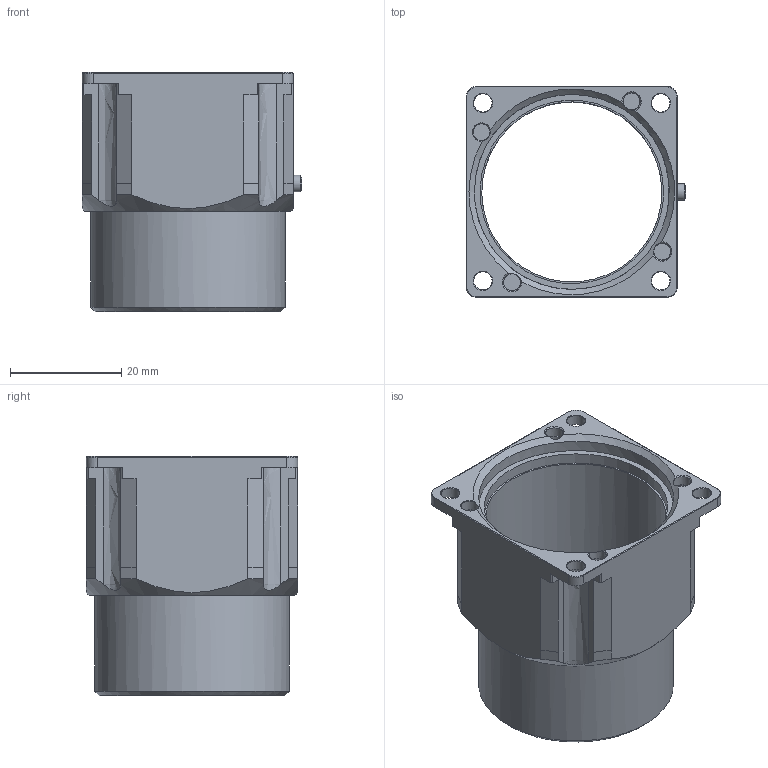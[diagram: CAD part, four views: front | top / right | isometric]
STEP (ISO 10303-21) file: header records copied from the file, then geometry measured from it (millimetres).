
FILE_DESCRIPTION( ('This file contains a STEP AP42 implementation' ,'as created by ZW3D STEP Interface translator.') ,'2;1' );
FILE_NAME( 'PLH3D-6W_Magnetic_nozzle_spindle_adapter.stp' ,'21 1 8. 73237', (''), ('ZWCAD Software Co.'), 'Version 1.0', 'ZW3D to STEP translator', '' );
FILE_SCHEMA(('AUTOMOTIVE_DESIGN'));
Length unit declared in the file: millimetre
Products named in the file (5): 0; PLH3D-6W_Magnetic_nozzle_spindle_adapter; PLH3D-6W_Nozzle_v2_Nozzle_Alum; PLH3D-6W_Nozzle_v2_Pipe_Alum; SFS FN 137 309281 Gewindestift DIN 913 rostfreier Stahl   rostfrei A2 M3x3
Assembly tree (3 placements, depth 2):
  0
  PLH3D-6W_Magnetic_nozzle_spindle_adapter
    PLH3D-6W_Nozzle_v2_Nozzle_Alum
    PLH3D-6W_Nozzle_v2_Pipe_Alum
    SFS FN 137 309281 Gewindestift DIN 913 rostfreier Stahl   rostfrei A2 M3x3
Bounding box: 39.5 x 38 x 43 mm (x, y, z)
Volume: 13007.4 mm3; surface area: 15679.3 mm2
Topology: 3 solids, 3 shells, 129 faces, 317 edges, 201 vertices
Faces by surface type: bspline 129
Entity records: 4841 total; most frequent: CARTESIAN_POINT 2738, ORIENTED_EDGE 634, EDGE_CURVE 317, VERTEX_POINT 201, B_SPLINE_CURVE_WITH_KNOTS 197, EDGE_LOOP 150, FACE_OUTER_BOUND 129, ADVANCED_FACE 129
